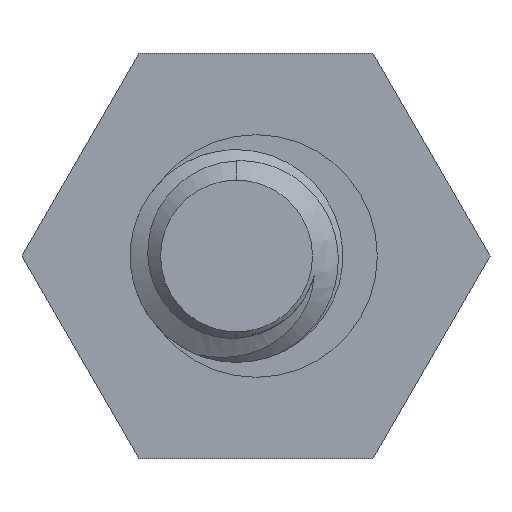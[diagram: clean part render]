
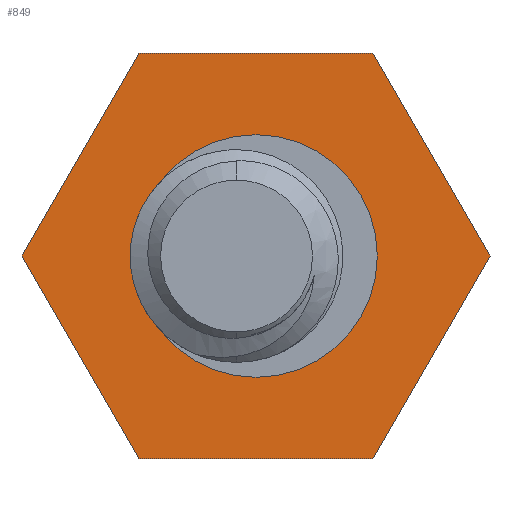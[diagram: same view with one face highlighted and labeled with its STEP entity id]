
A CAD part, front view. The second image highlights one B-rep face of the part: STEP entity #849.
In plain terms, the highlighted planar face has unit normal (0, -1, 0).
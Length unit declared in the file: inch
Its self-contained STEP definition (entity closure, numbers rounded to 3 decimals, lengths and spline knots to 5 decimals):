
#12 = CARTESIAN_POINT ( 'NONE',  ( -0.09021, 0., 0.15625 ) ) ;
#35 = VERTEX_POINT ( 'NONE', #1044 ) ;
#76 = EDGE_CURVE ( 'NONE', #35, #801, #769, .T. ) ;
#91 = CARTESIAN_POINT ( 'NONE',  ( 0.09021, 0., 0.15625 ) ) ;
#107 = LINE ( 'NONE', #958, #2249 ) ;
#197 = CARTESIAN_POINT ( 'NONE',  ( -0.09021, 0., -0.15625 ) ) ;
#247 = LINE ( 'NONE', #91, #3854 ) ;
#291 = DIRECTION ( 'NONE',  ( 0.5, 0., 0.866 ) ) ;
#335 = FACE_BOUND ( 'NONE', #3798, .T. ) ;
#452 = ORIENTED_EDGE ( 'NONE', *, *, #3963, .T. ) ;
#466 = EDGE_CURVE ( 'NONE', #3314, #3613, #107, .T. ) ;
#628 = FACE_OUTER_BOUND ( 'NONE', #2093, .T. ) ;
#643 = CARTESIAN_POINT ( 'NONE',  ( 0., 0., 0.0935 ) ) ;
#655 = EDGE_CURVE ( 'NONE', #801, #3314, #2068, .T. ) ;
#720 = DIRECTION ( 'NONE',  ( 1., 0., 0. ) ) ;
#765 = ORIENTED_EDGE ( 'NONE', *, *, #655, .T. ) ;
#769 = LINE ( 'NONE', #1009, #3770 ) ;
#801 = VERTEX_POINT ( 'NONE', #2217 ) ;
#849 = ADVANCED_FACE ( 'NONE', ( #335, #628 ), #1743, .T. ) ;
#932 = EDGE_CURVE ( 'NONE', #2893, #995, #1911, .T. ) ;
#948 = DIRECTION ( 'NONE',  ( 0., 0., 1. ) ) ;
#958 = CARTESIAN_POINT ( 'NONE',  ( 0.09021, 0., -0.15625 ) ) ;
#984 = DIRECTION ( 'NONE',  ( -1., 0., 0. ) ) ;
#995 = VERTEX_POINT ( 'NONE', #3411 ) ;
#1009 = CARTESIAN_POINT ( 'NONE',  ( -0.18042, 0., 0. ) ) ;
#1018 = AXIS2_PLACEMENT_3D ( 'NONE', #1170, #2556, #948 ) ;
#1044 = CARTESIAN_POINT ( 'NONE',  ( -0.18042, 0., 0. ) ) ;
#1121 = DIRECTION ( 'NONE',  ( -0.5, 0., 0.866 ) ) ;
#1170 = CARTESIAN_POINT ( 'NONE',  ( 0., 0., 0. ) ) ;
#1210 = VECTOR ( 'NONE', #720, 39.37008 ) ;
#1212 = CARTESIAN_POINT ( 'NONE',  ( 0., 0., 0. ) ) ;
#1234 = CARTESIAN_POINT ( 'NONE',  ( 0.18042, 0., 0. ) ) ;
#1326 = AXIS2_PLACEMENT_3D ( 'NONE', #1212, #3116, #3992 ) ;
#1458 = LINE ( 'NONE', #2194, #3772 ) ;
#1465 = LINE ( 'NONE', #1727, #2602 ) ;
#1727 = CARTESIAN_POINT ( 'NONE',  ( 0.18042, 0., 0. ) ) ;
#1743 = PLANE ( 'NONE',  #1326 ) ;
#1792 = CIRCLE ( 'NONE', #3976, 0.0935 ) ;
#1911 = CIRCLE ( 'NONE', #1018, 0.0935 ) ;
#1913 = ORIENTED_EDGE ( 'NONE', *, *, #3148, .T. ) ;
#2067 = VERTEX_POINT ( 'NONE', #12 ) ;
#2068 = LINE ( 'NONE', #197, #1210 ) ;
#2093 = EDGE_LOOP ( 'NONE', ( #1913, #2159, #765, #2678, #2285, #2192 ) ) ;
#2159 = ORIENTED_EDGE ( 'NONE', *, *, #76, .T. ) ;
#2192 = ORIENTED_EDGE ( 'NONE', *, *, #3003, .T. ) ;
#2194 = CARTESIAN_POINT ( 'NONE',  ( -0.09021, 0., 0.15625 ) ) ;
#2217 = CARTESIAN_POINT ( 'NONE',  ( -0.09021, 0., -0.15625 ) ) ;
#2249 = VECTOR ( 'NONE', #291, 39.37008 ) ;
#2285 = ORIENTED_EDGE ( 'NONE', *, *, #2465, .T. ) ;
#2465 = EDGE_CURVE ( 'NONE', #3613, #3406, #1465, .T. ) ;
#2539 = DIRECTION ( 'NONE',  ( 0., 0., 1. ) ) ;
#2556 = DIRECTION ( 'NONE',  ( 0., 1., 0. ) ) ;
#2570 = CARTESIAN_POINT ( 'NONE',  ( 0., 0., 0. ) ) ;
#2602 = VECTOR ( 'NONE', #1121, 39.37008 ) ;
#2678 = ORIENTED_EDGE ( 'NONE', *, *, #466, .T. ) ;
#2893 = VERTEX_POINT ( 'NONE', #643 ) ;
#3003 = EDGE_CURVE ( 'NONE', #3406, #2067, #247, .T. ) ;
#3116 = DIRECTION ( 'NONE',  ( 0., -1., 0. ) ) ;
#3148 = EDGE_CURVE ( 'NONE', #2067, #35, #1458, .T. ) ;
#3150 = DIRECTION ( 'NONE',  ( 0.5, 0., -0.866 ) ) ;
#3233 = CARTESIAN_POINT ( 'NONE',  ( 0.09021, 0., 0.15625 ) ) ;
#3314 = VERTEX_POINT ( 'NONE', #3872 ) ;
#3406 = VERTEX_POINT ( 'NONE', #3233 ) ;
#3411 = CARTESIAN_POINT ( 'NONE',  ( 0., 0., -0.0935 ) ) ;
#3534 = ORIENTED_EDGE ( 'NONE', *, *, #932, .T. ) ;
#3613 = VERTEX_POINT ( 'NONE', #1234 ) ;
#3770 = VECTOR ( 'NONE', #3150, 39.37008 ) ;
#3772 = VECTOR ( 'NONE', #3831, 39.37008 ) ;
#3798 = EDGE_LOOP ( 'NONE', ( #3534, #452 ) ) ;
#3831 = DIRECTION ( 'NONE',  ( -0.5, 0., -0.866 ) ) ;
#3845 = DIRECTION ( 'NONE',  ( 0., 1., 0. ) ) ;
#3854 = VECTOR ( 'NONE', #984, 39.37008 ) ;
#3872 = CARTESIAN_POINT ( 'NONE',  ( 0.09021, 0., -0.15625 ) ) ;
#3963 = EDGE_CURVE ( 'NONE', #995, #2893, #1792, .T. ) ;
#3976 = AXIS2_PLACEMENT_3D ( 'NONE', #2570, #3845, #2539 ) ;
#3992 = DIRECTION ( 'NONE',  ( 0., 0., -1. ) ) ;
